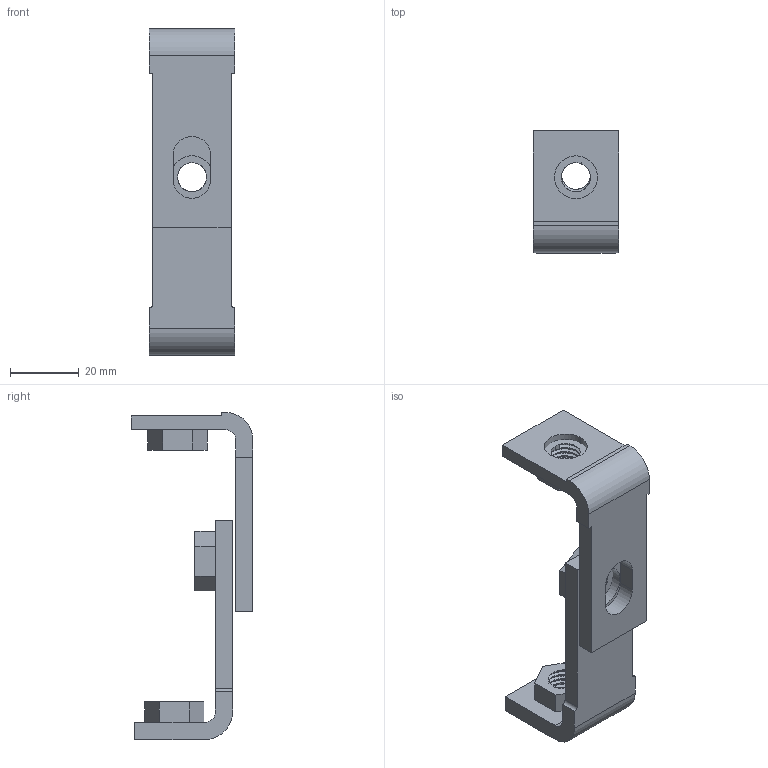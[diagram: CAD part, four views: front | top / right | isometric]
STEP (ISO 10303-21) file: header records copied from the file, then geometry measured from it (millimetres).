
FILE_DESCRIPTION (( 'STEP AP214' ), '1' );
FILE_NAME ('41594021.step', '2018-06-04T13:09:51', ( '' ), ( '' ), 'SwSTEP 2.0', 'SolidWorks 2017', '' );
FILE_SCHEMA (( 'AUTOMOTIVE_DESIGN' ));
Length unit declared in the file: inch
Products named in the file (1): 41594021
Bounding box: 25.04 x 35.5 x 95.35 mm (x, y, z)
Volume: 19802.7 mm3; surface area: 13062.9 mm2
Topology: 5 solids, 5 shells, 154 faces, 423 edges, 282 vertices
Faces by surface type: cylinder 90, plane 58, bspline 6
Entity records: 13009 total; most frequent: CARTESIAN_POINT 7193, ORIENTED_EDGE 846, DIRECTION 649, EDGE_CURVE 423, VERTEX_POINT 282, VECTOR 225, LINE 225, AXIS2_PLACEMENT_3D 212
